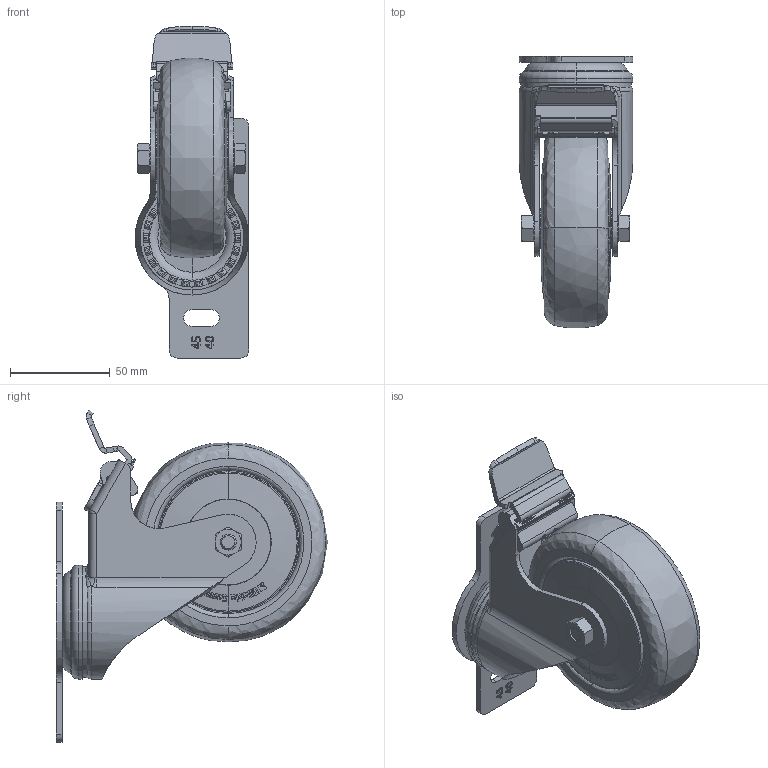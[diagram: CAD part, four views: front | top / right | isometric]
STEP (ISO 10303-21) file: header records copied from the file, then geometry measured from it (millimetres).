
FILE_DESCRIPTION (( 'STEP AP214' ), '1' );
FILE_NAME ('Accessories for aluminium profiles098S100TD4045N.step', '2017-05-15T07:12:41', ( '' ), ( '' ), 'SwSTEP 2.0', 'SolidWorks 2017', '' );
FILE_SCHEMA (( 'AUTOMOTIVE_DESIGN' ));
Length unit declared in the file: millimetre
Products named in the file (5): TPA_101_8K-FK_574202-214_selction no pls; 4DIN931M08048MS01; 4DIN934M08M; 098S___D4045 a.Tab_098S100D4045; Accessories for aluminium profiles098S100TD4045N
Assembly tree (4 placements, depth 2):
  Accessories for aluminium profiles098S100TD4045N
    098S___D4045 a.Tab_098S100D4045
    4DIN934M08M
    4DIN931M08048MS01
    TPA_101_8K-FK_574202-214_selction no pls
Bounding box: 57 x 135.86 x 166.07 mm (x, y, z)
Volume: 342498.4 mm3; surface area: 76243.8 mm2
Topology: 5 solids, 7 shells, 1868 faces, 4880 edges, 3128 vertices
Faces by surface type: plane 855, bspline 487, cylinder 353, torus 85, cone 85, sphere 3
Entity records: 91270 total; most frequent: CARTESIAN_POINT 43064, ORIENTED_EDGE 9744, DIRECTION 6555, EDGE_CURVE 4872, VERTEX_POINT 3126, VECTOR 2377, LINE 2377, AXIS2_PLACEMENT_3D 2089
